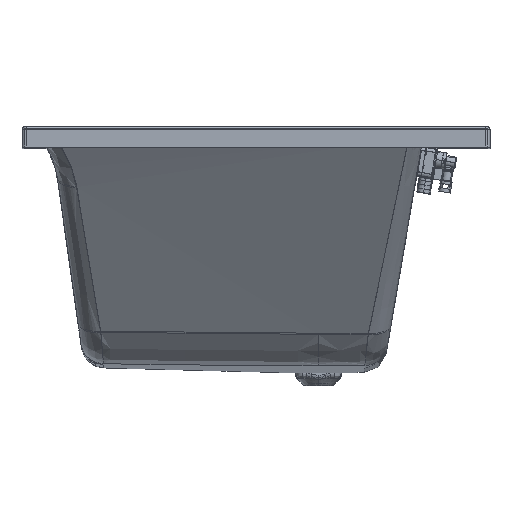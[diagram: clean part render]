
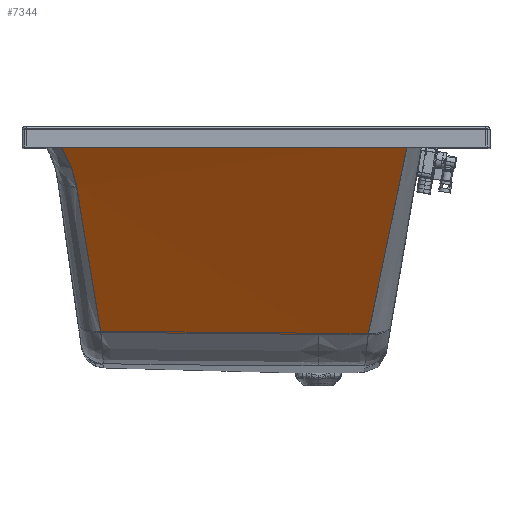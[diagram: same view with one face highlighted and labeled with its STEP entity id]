
A CAD part, top view. The second image highlights one B-rep face of the part: STEP entity #7344.
In plain terms, the highlighted cylindrical face has radius 7996 mm (diameter 15992 mm), a partial arc.
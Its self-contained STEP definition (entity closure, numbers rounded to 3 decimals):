
#1556=CARTESIAN_POINT('',(314.656,-12.46,923.642));
#1557=CARTESIAN_POINT('',(312.936,-12.492,923.618));
#1558=CARTESIAN_POINT('',(309.77,-12.815,923.375));
#1559=CARTESIAN_POINT('',(305.863,-13.774,922.656));
#1560=CARTESIAN_POINT('',(302.701,-14.991,921.744));
#1561=CARTESIAN_POINT('',(300.178,-16.319,920.749));
#1562=CARTESIAN_POINT('',(298.207,-17.64,919.76));
#1563=CARTESIAN_POINT('',(296.648,-18.9,918.816));
#1564=CARTESIAN_POINT('',(295.498,-19.989,918.001));
#1565=CARTESIAN_POINT('',(294.696,-20.816,917.383));
#1566=CARTESIAN_POINT('',(294.322,-21.244,917.062));
#1568=CARTESIAN_POINT('',(216.012,-399.536,650.833));
#1569=CARTESIAN_POINT('',(221.602,-367.196,672.222));
#1570=CARTESIAN_POINT('',(233.088,-302.862,715.446));
#1571=CARTESIAN_POINT('',(258.269,-175.985,803.393));
#1572=CARTESIAN_POINT('',(279.322,-82.615,871.161));
#1573=CARTESIAN_POINT('',(294.322,-21.244,917.062));
#1575=CARTESIAN_POINT('',(216.012,-399.536,650.833));
#1576=CARTESIAN_POINT('',(206.1,-399.582,650.803));
#1577=CARTESIAN_POINT('',(185.777,-399.661,650.75));
#1578=CARTESIAN_POINT('',(154.426,-399.738,650.699));
#1579=CARTESIAN_POINT('',(131.709,-399.758,650.686));
#1580=CARTESIAN_POINT('',(120.,-399.758,650.686));
#1582=CARTESIAN_POINT('',(120.,-399.758,650.686));
#1583=CARTESIAN_POINT('',(104.933,-399.758,650.686));
#1584=CARTESIAN_POINT('',(72.382,-399.725,650.708));
#1585=CARTESIAN_POINT('',(17.145,-399.53,650.837));
#1586=CARTESIAN_POINT('',(-47.031,-399.131,
651.101));
#1587=CARTESIAN_POINT('',(-123.018,-398.432,
651.563));
#1588=CARTESIAN_POINT('',(-208.664,-397.384,
652.257));
#1589=CARTESIAN_POINT('',(-267.994,-396.501,
652.841));
#1590=CARTESIAN_POINT('',(-298.568,-396.013,
653.165));
#1592=CARTESIAN_POINT('',(-344.895,-117.086,
846.485));
#1593=CARTESIAN_POINT('',(-336.718,-162.845,
813.31));
#1594=CARTESIAN_POINT('',(-320.25,-255.035,
747.954));
#1595=CARTESIAN_POINT('',(-305.32,-348.75,
684.458));
#1596=CARTESIAN_POINT('',(-298.568,-396.013,
653.165));
#1598=CARTESIAN_POINT('',(-344.895,-117.086,
846.485));
#1599=CARTESIAN_POINT('',(-345.79,-111.939,
850.216));
#1600=CARTESIAN_POINT('',(-348.016,-101.657,
857.689));
#1601=CARTESIAN_POINT('',(-352.724,-86.175,
868.998));
#1602=CARTESIAN_POINT('',(-358.749,-70.932,
880.189));
#1603=CARTESIAN_POINT('',(-366.019,-56.097,
891.133));
#1604=CARTESIAN_POINT('',(-374.397,-41.871,
901.679));
#1605=CARTESIAN_POINT('',(-383.771,-28.405,
911.705));
#1606=CARTESIAN_POINT('',(-393.933,-15.886,
921.071));
#1607=CARTESIAN_POINT('',(-401.034,-8.38,
926.695));
#1608=CARTESIAN_POINT('',(-404.639,-4.794,
929.391));
#1610=DIRECTION('',(-1.,0.,0.));
#1611=VECTOR('',#1610,809.48);
#1612=CARTESIAN_POINT('',(404.842,-4.798,929.396));
#1613=LINE('',#1612,#1611);
#1614=CARTESIAN_POINT('',(404.842,-4.798,929.396));
#1615=CARTESIAN_POINT('',(404.723,-5.468,928.893));
#1616=CARTESIAN_POINT('',(404.486,-6.806,927.887));
#1617=CARTESIAN_POINT('',(404.132,-8.809,926.382));
#1618=CARTESIAN_POINT('',(403.896,-10.141,925.382));
#1619=CARTESIAN_POINT('',(403.778,-10.807,924.882));
#1621=CARTESIAN_POINT('',(403.778,-10.807,924.882));
#1622=CARTESIAN_POINT('',(374.071,-11.358,924.469));
#1623=CARTESIAN_POINT('',(344.363,-11.909,924.055));
#1624=CARTESIAN_POINT('',(314.656,-12.46,923.642));
#3015=CARTESIAN_POINT('',(216.012,-399.536,650.833));
#4270=VERTEX_POINT('',#1592);
#4271=VERTEX_POINT('',#1596);
#4281=VERTEX_POINT('',#1582);
#4291=VERTEX_POINT('',#3015);
#4292=CARTESIAN_POINT('',(404.842,-4.798,929.396));
#4293=CARTESIAN_POINT('',(-404.639,-4.794,
929.391));
#4294=VERTEX_POINT('',#4292);
#4295=VERTEX_POINT('',#4293);
#4365=VERTEX_POINT('',#1556);
#4366=VERTEX_POINT('',#1566);
#4369=VERTEX_POINT('',#1621);
#7320=CARTESIAN_POINT('',(428.,-4810.388,7320.196));
#7321=DIRECTION('',(-1.,0.,0.));
#7322=DIRECTION('',(0.,0.,1.));
#7323=AXIS2_PLACEMENT_3D('',#7320,#7321,#7322);
#7324=CYLINDRICAL_SURFACE('',#7323,7996.);
#7326=ORIENTED_EDGE('',*,*,#7325,.T.);
#7328=ORIENTED_EDGE('',*,*,#7327,.F.);
#7330=ORIENTED_EDGE('',*,*,#7329,.T.);
#7332=ORIENTED_EDGE('',*,*,#7331,.T.);
#7334=ORIENTED_EDGE('',*,*,#7333,.F.);
#7336=ORIENTED_EDGE('',*,*,#7335,.T.);
#7337=ORIENTED_EDGE('',*,*,#7310,.F.);
#7339=ORIENTED_EDGE('',*,*,#7338,.T.);
#7341=ORIENTED_EDGE('',*,*,#7340,.T.);
#7342=EDGE_LOOP('',(#7326,#7328,#7330,#7332,#7334,#7336,#7337,#7339,#7341));
#7343=FACE_OUTER_BOUND('',#7342,.F.);
#7344=ADVANCED_FACE('',(#7343),#7324,.F.);
#1567=B_SPLINE_CURVE_WITH_KNOTS('',3,(#1556,#1557,#1558,#1559,#1560,#1561,#1562,
#1563,#1564,#1565,#1566),.UNSPECIFIED.,.F.,.F.,(4,1,1,1,1,1,1,1,4),(0.,
0.125,0.25,0.375,0.5,0.625,0.75,0.875,1.),.UNSPECIFIED.);
#1574=B_SPLINE_CURVE_WITH_KNOTS('',3,(#1568,#1569,#1570,#1571,#1572,#1573),
.UNSPECIFIED.,.F.,.F.,(4,1,1,4),(0.,0.25,0.501,1.),
.UNSPECIFIED.);
#1581=B_SPLINE_CURVE_WITH_KNOTS('',3,(#1575,#1576,#1577,#1578,#1579,#1580),
.UNSPECIFIED.,.F.,.F.,(4,1,1,4),(0.,0.333,0.667,1.),
.UNSPECIFIED.);
#1591=B_SPLINE_CURVE_WITH_KNOTS('',3,(#1582,#1583,#1584,#1585,#1586,#1587,#1588,
#1589,#1590),.UNSPECIFIED.,.F.,.F.,(4,1,1,1,1,1,4),(0.,0.167,
0.333,0.5,0.667,0.833,1.),
.UNSPECIFIED.);
#1597=B_SPLINE_CURVE_WITH_KNOTS('',3,(#1592,#1593,#1594,#1595,#1596),
.UNSPECIFIED.,.F.,.F.,(4,1,4),(0.,0.5,1.),.UNSPECIFIED.);
#1609=B_SPLINE_CURVE_WITH_KNOTS('',3,(#1598,#1599,#1600,#1601,#1602,#1603,#1604,
#1605,#1606,#1607,#1608),.UNSPECIFIED.,.F.,.F.,(4,1,1,1,1,1,1,1,4),(0.,
0.125,0.25,0.375,0.5,0.625,0.75,0.875,1.),.UNSPECIFIED.);
#1620=B_SPLINE_CURVE_WITH_KNOTS('',3,(#1614,#1615,#1616,#1617,#1618,#1619),
.UNSPECIFIED.,.F.,.F.,(4,1,1,4),(0.,0.333,0.667,1.),
.UNSPECIFIED.);
#1625=B_SPLINE_CURVE_WITH_KNOTS('',3,(#1621,#1622,#1623,#1624),.UNSPECIFIED.,
.F.,.F.,(4,4),(0.,1.),.UNSPECIFIED.);
#7310=EDGE_CURVE('',#4294,#4295,#1613,.T.);
#7325=EDGE_CURVE('',#4365,#4366,#1567,.T.);
#7327=EDGE_CURVE('',#4291,#4366,#1574,.T.);
#7329=EDGE_CURVE('',#4291,#4281,#1581,.T.);
#7331=EDGE_CURVE('',#4281,#4271,#1591,.T.);
#7333=EDGE_CURVE('',#4270,#4271,#1597,.T.);
#7335=EDGE_CURVE('',#4270,#4295,#1609,.T.);
#7338=EDGE_CURVE('',#4294,#4369,#1620,.T.);
#7340=EDGE_CURVE('',#4369,#4365,#1625,.T.);
